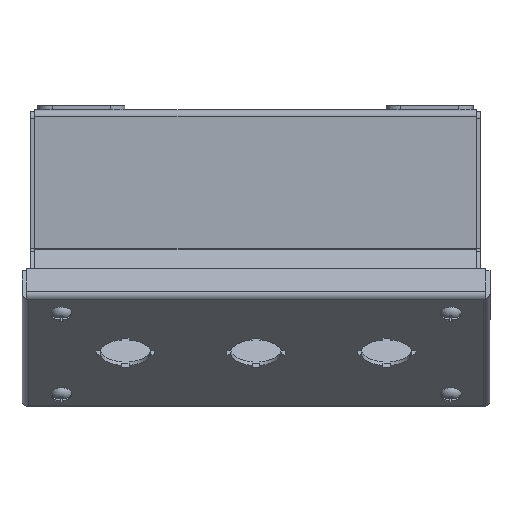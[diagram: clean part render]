
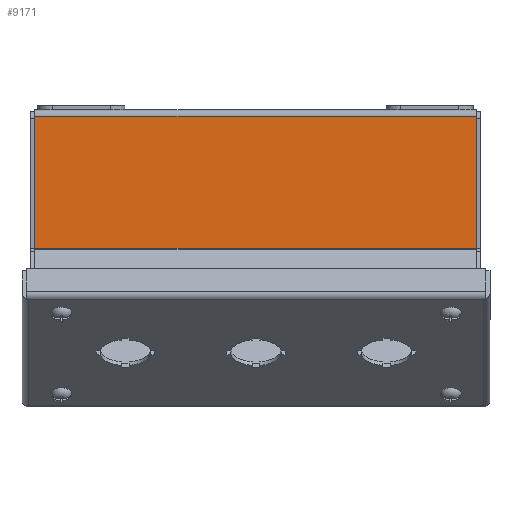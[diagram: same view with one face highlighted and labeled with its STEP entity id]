
A CAD part, top view. The second image highlights one B-rep face of the part: STEP entity #9171.
In plain terms, the highlighted planar face has unit normal (0, 0, 1).
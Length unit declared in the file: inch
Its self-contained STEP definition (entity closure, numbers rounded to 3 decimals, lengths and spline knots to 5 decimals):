
#355 = VERTEX_POINT ( 'NONE', #15920 ) ;
#1065 = ORIENTED_EDGE ( 'NONE', *, *, #6838, .F. ) ;
#1871 = CARTESIAN_POINT ( 'NONE',  ( 3.803, 2.29727, 1.55062 ) ) ;
#2871 = DIRECTION ( 'NONE',  ( 0., 1., 0. ) ) ;
#3494 = ORIENTED_EDGE ( 'NONE', *, *, #3856, .T. ) ;
#3561 = VERTEX_POINT ( 'NONE', #1871 ) ;
#3743 = FACE_OUTER_BOUND ( 'NONE', #17539, .T. ) ;
#3856 = EDGE_CURVE ( 'NONE', #5119, #3561, #18324, .T. ) ;
#4058 = ORIENTED_EDGE ( 'NONE', *, *, #14519, .F. ) ;
#4354 = LINE ( 'NONE', #10565, #6086 ) ;
#5119 = VERTEX_POINT ( 'NONE', #11219 ) ;
#5677 = DIRECTION ( 'NONE',  ( 0., 0., -1. ) ) ;
#6086 = VECTOR ( 'NONE', #14825, 39.37008 ) ;
#6838 = EDGE_CURVE ( 'NONE', #13794, #3561, #17110, .T. ) ;
#6911 = CARTESIAN_POINT ( 'NONE',  ( -3.803, 2.40527, 1.55062 ) ) ;
#7585 = CARTESIAN_POINT ( 'NONE',  ( -3.803, 2.29727, 1.55062 ) ) ;
#8279 = LINE ( 'NONE', #11529, #11943 ) ;
#9004 = CARTESIAN_POINT ( 'NONE',  ( -3.803, 2.29727, 1.55062 ) ) ;
#9171 = ADVANCED_FACE ( 'NONE', ( #3743 ), #13400, .F. ) ;
#9400 = DIRECTION ( 'NONE',  ( 1., 0., 0. ) ) ;
#9961 = DIRECTION ( 'NONE',  ( -1., 0., 0. ) ) ;
#10565 = CARTESIAN_POINT ( 'NONE',  ( -3.803, 0.00891, 1.55062 ) ) ;
#10671 = AXIS2_PLACEMENT_3D ( 'NONE', #6911, #5677, #9961 ) ;
#10713 = EDGE_CURVE ( 'NONE', #355, #13794, #8279, .T. ) ;
#11130 = ORIENTED_EDGE ( 'NONE', *, *, #10713, .F. ) ;
#11219 = CARTESIAN_POINT ( 'NONE',  ( 3.803, 0.00891, 1.55062 ) ) ;
#11529 = CARTESIAN_POINT ( 'NONE',  ( -3.803, -2.12315, 1.55062 ) ) ;
#11943 = VECTOR ( 'NONE', #19152, 39.37008 ) ;
#13400 = PLANE ( 'NONE',  #10671 ) ;
#13794 = VERTEX_POINT ( 'NONE', #7585 ) ;
#14519 = EDGE_CURVE ( 'NONE', #5119, #355, #4354, .T. ) ;
#14825 = DIRECTION ( 'NONE',  ( -1., 0., 0. ) ) ;
#15920 = CARTESIAN_POINT ( 'NONE',  ( -3.803, 0.00891, 1.55062 ) ) ;
#16799 = CARTESIAN_POINT ( 'NONE',  ( 3.803, -2.32172, 1.55062 ) ) ;
#17089 = VECTOR ( 'NONE', #9400, 39.37008 ) ;
#17110 = LINE ( 'NONE', #9004, #17089 ) ;
#17539 = EDGE_LOOP ( 'NONE', ( #1065, #11130, #4058, #3494 ) ) ;
#18252 = VECTOR ( 'NONE', #2871, 39.37008 ) ;
#18324 = LINE ( 'NONE', #16799, #18252 ) ;
#19152 = DIRECTION ( 'NONE',  ( 0., 1., 0. ) ) ;
